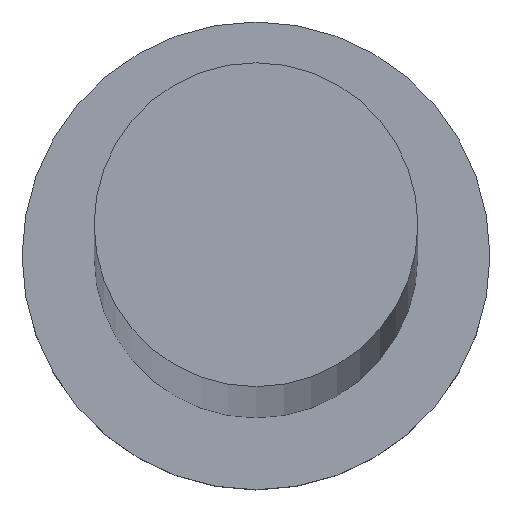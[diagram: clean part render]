
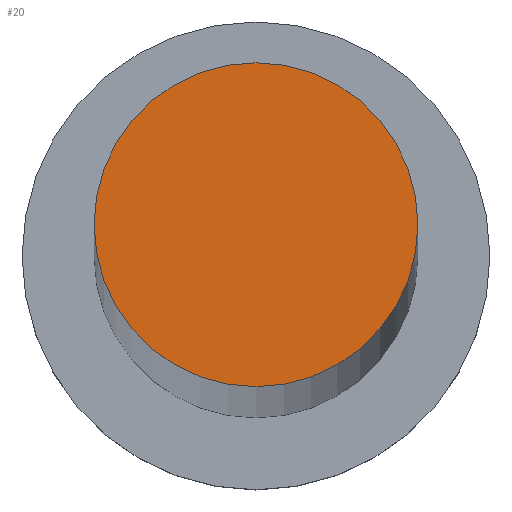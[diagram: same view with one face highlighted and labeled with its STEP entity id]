
A CAD part, top view. The second image highlights one B-rep face of the part: STEP entity #20.
In plain terms, the highlighted planar face has unit normal (0, 0, 1).
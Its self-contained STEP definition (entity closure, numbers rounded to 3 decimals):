
#20 = ADVANCED_FACE ( 'NONE', ( #203 ), #87, .T. ) ;
#40 = AXIS2_PLACEMENT_3D ( 'NONE', #97, #56, #74 ) ;
#42 = VERTEX_POINT ( 'NONE', #45 ) ;
#45 = CARTESIAN_POINT ( 'NONE',  ( 9., 0., 1000. ) ) ;
#56 = DIRECTION ( 'NONE',  ( 0., 0., 1. ) ) ;
#71 = CIRCLE ( 'NONE', #216, 9. ) ;
#74 = DIRECTION ( 'NONE',  ( 1., 0., 0. ) ) ;
#84 = ORIENTED_EDGE ( 'NONE', *, *, #171, .T. ) ;
#85 = EDGE_CURVE ( 'NONE', #193, #42, #71, .T. ) ;
#86 = DIRECTION ( 'NONE',  ( 1., 0., 0. ) ) ;
#87 = PLANE ( 'NONE',  #221 ) ;
#89 = DIRECTION ( 'NONE',  ( 0., 0., 1. ) ) ;
#97 = CARTESIAN_POINT ( 'NONE',  ( 0., 0., 1000. ) ) ;
#138 = DIRECTION ( 'NONE',  ( 0., 0., 1. ) ) ;
#141 = EDGE_LOOP ( 'NONE', ( #173, #84 ) ) ;
#142 = DIRECTION ( 'NONE',  ( 1., 0., 0. ) ) ;
#144 = CARTESIAN_POINT ( 'NONE',  ( -9., 0., 1000. ) ) ;
#171 = EDGE_CURVE ( 'NONE', #42, #193, #250, .T. ) ;
#173 = ORIENTED_EDGE ( 'NONE', *, *, #85, .T. ) ;
#183 = CARTESIAN_POINT ( 'NONE',  ( 0., 0., 1000. ) ) ;
#189 = CARTESIAN_POINT ( 'NONE',  ( 0., 0., 1000. ) ) ;
#193 = VERTEX_POINT ( 'NONE', #144 ) ;
#203 = FACE_OUTER_BOUND ( 'NONE', #141, .T. ) ;
#216 = AXIS2_PLACEMENT_3D ( 'NONE', #189, #138, #142 ) ;
#221 = AXIS2_PLACEMENT_3D ( 'NONE', #183, #89, #86 ) ;
#250 = CIRCLE ( 'NONE', #40, 9. ) ;
